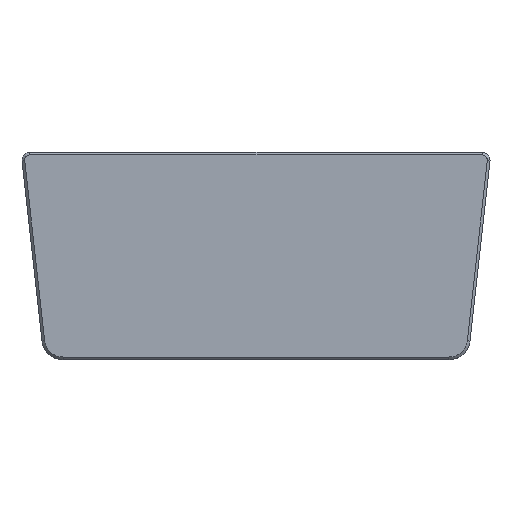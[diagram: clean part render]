
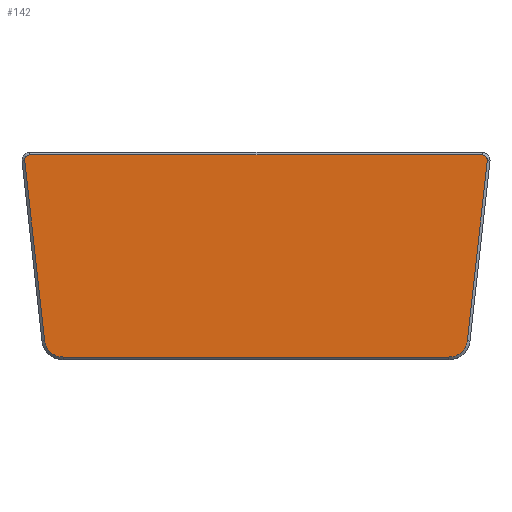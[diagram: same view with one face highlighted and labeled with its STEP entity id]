
A CAD part, top view. The second image highlights one B-rep face of the part: STEP entity #142.
In plain terms, the highlighted planar face has unit normal (0, 0, 1).
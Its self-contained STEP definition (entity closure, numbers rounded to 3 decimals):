
#7 = DIRECTION ( 'NONE',  ( 0.11, 0.994, 0. ) ) ;
#8 = AXIS2_PLACEMENT_3D ( 'NONE', #852, #137, #1178 ) ;
#14 = CIRCLE ( 'NONE', #512, 2. ) ;
#22 = CARTESIAN_POINT ( 'NONE',  ( 6.911, -233.003, 46. ) ) ;
#40 = AXIS2_PLACEMENT_3D ( 'NONE', #22, #1180, #1753 ) ;
#50 = LINE ( 'NONE', #1030, #1578 ) ;
#108 = AXIS2_PLACEMENT_3D ( 'NONE', #1354, #972, #790 ) ;
#125 = VERTEX_POINT ( 'NONE', #1317 ) ;
#137 = DIRECTION ( 'NONE',  ( 0., 0., 1. ) ) ;
#142 = ADVANCED_FACE ( 'NONE', ( #174 ), #579, .T. ) ;
#163 = VECTOR ( 'NONE', #1204, 1000. ) ;
#174 = FACE_OUTER_BOUND ( 'NONE', #872, .T. ) ;
#180 = ORIENTED_EDGE ( 'NONE', *, *, #1034, .T. ) ;
#185 = DIRECTION ( 'NONE',  ( -1., 0., 0. ) ) ;
#235 = DIRECTION ( 'NONE',  ( 0., 0., 1. ) ) ;
#244 = CARTESIAN_POINT ( 'NONE',  ( 176.789, -233.003, 46. ) ) ;
#251 = DIRECTION ( 'NONE',  ( 1., 0., 0. ) ) ;
#266 = DIRECTION ( 'NONE',  ( 1., 0., 0. ) ) ;
#276 = EDGE_CURVE ( 'NONE', #784, #959, #1221, .T. ) ;
#355 = CARTESIAN_POINT ( 'NONE',  ( 164.35, -300., 46. ) ) ;
#394 = CARTESIAN_POINT ( 'NONE',  ( 19.35, -300., 46. ) ) ;
#439 = CARTESIAN_POINT ( 'NONE',  ( 12.392, -300.769, 46. ) ) ;
#474 = EDGE_CURVE ( 'NONE', #1372, #910, #1676, .T. ) ;
#478 = VECTOR ( 'NONE', #266, 1000. ) ;
#495 = EDGE_CURVE ( 'NONE', #910, #125, #854, .T. ) ;
#500 = CARTESIAN_POINT ( 'NONE',  ( -20.616, -2.28, 46. ) ) ;
#512 = AXIS2_PLACEMENT_3D ( 'NONE', #244, #235, #1205 ) ;
#563 = CARTESIAN_POINT ( 'NONE',  ( 176.789, -231.003, 46. ) ) ;
#579 = PLANE ( 'NONE',  #8 ) ;
#643 = CARTESIAN_POINT ( 'NONE',  ( 178.777, -233.223, 46. ) ) ;
#653 = ORIENTED_EDGE ( 'NONE', *, *, #1640, .T. ) ;
#684 = AXIS2_PLACEMENT_3D ( 'NONE', #355, #928, #783 ) ;
#685 = CARTESIAN_POINT ( 'NONE',  ( 171.308, -300.769, 46. ) ) ;
#733 = LINE ( 'NONE', #1304, #1305 ) ;
#776 = EDGE_CURVE ( 'NONE', #1203, #1299, #888, .T. ) ;
#783 = DIRECTION ( 'NONE',  ( 1., 0., 0. ) ) ;
#784 = VERTEX_POINT ( 'NONE', #1616 ) ;
#790 = DIRECTION ( 'NONE',  ( 1., 0., 0. ) ) ;
#852 = CARTESIAN_POINT ( 'NONE',  ( 0., 0., 46. ) ) ;
#854 = CIRCLE ( 'NONE', #1517, 7. ) ;
#872 = EDGE_LOOP ( 'NONE', ( #936, #1146, #937, #180, #653, #1529, #1022, #1596, #1011 ) ) ;
#888 = CIRCLE ( 'NONE', #684, 7. ) ;
#910 = VERTEX_POINT ( 'NONE', #439 ) ;
#928 = DIRECTION ( 'NONE',  ( 0., 0., 1. ) ) ;
#929 = VERTEX_POINT ( 'NONE', #563 ) ;
#936 = ORIENTED_EDGE ( 'NONE', *, *, #495, .T. ) ;
#937 = ORIENTED_EDGE ( 'NONE', *, *, #776, .T. ) ;
#959 = VERTEX_POINT ( 'NONE', #1562 ) ;
#961 = DIRECTION ( 'NONE',  ( 0., 0., 1. ) ) ;
#972 = DIRECTION ( 'NONE',  ( 0., 0., 1. ) ) ;
#974 = LINE ( 'NONE', #1548, #478 ) ;
#1011 = ORIENTED_EDGE ( 'NONE', *, *, #474, .T. ) ;
#1022 = ORIENTED_EDGE ( 'NONE', *, *, #276, .T. ) ;
#1030 = CARTESIAN_POINT ( 'NONE',  ( 6.911, -231.003, 46. ) ) ;
#1034 = EDGE_CURVE ( 'NONE', #1299, #1665, #733, .T. ) ;
#1091 = EDGE_CURVE ( 'NONE', #929, #784, #50, .T. ) ;
#1136 = CARTESIAN_POINT ( 'NONE',  ( 4.923, -233.223, 46. ) ) ;
#1146 = ORIENTED_EDGE ( 'NONE', *, *, #1371, .T. ) ;
#1178 = DIRECTION ( 'NONE',  ( 1., 0., 0. ) ) ;
#1180 = DIRECTION ( 'NONE',  ( 0., 0., 1. ) ) ;
#1203 = VERTEX_POINT ( 'NONE', #1365 ) ;
#1204 = DIRECTION ( 'NONE',  ( 0.11, -0.994, 0. ) ) ;
#1205 = DIRECTION ( 'NONE',  ( 1., 0., 0. ) ) ;
#1221 = CIRCLE ( 'NONE', #108, 2. ) ;
#1299 = VERTEX_POINT ( 'NONE', #685 ) ;
#1304 = CARTESIAN_POINT ( 'NONE',  ( 178.777, -233.223, 46. ) ) ;
#1305 = VECTOR ( 'NONE', #7, 1000. ) ;
#1317 = CARTESIAN_POINT ( 'NONE',  ( 19.35, -307., 46. ) ) ;
#1354 = CARTESIAN_POINT ( 'NONE',  ( 6.911, -233.003, 46. ) ) ;
#1365 = CARTESIAN_POINT ( 'NONE',  ( 164.35, -307., 46. ) ) ;
#1371 = EDGE_CURVE ( 'NONE', #125, #1203, #974, .T. ) ;
#1372 = VERTEX_POINT ( 'NONE', #1136 ) ;
#1406 = CIRCLE ( 'NONE', #40, 2. ) ;
#1503 = EDGE_CURVE ( 'NONE', #959, #1372, #1406, .T. ) ;
#1517 = AXIS2_PLACEMENT_3D ( 'NONE', #394, #961, #251 ) ;
#1529 = ORIENTED_EDGE ( 'NONE', *, *, #1091, .T. ) ;
#1548 = CARTESIAN_POINT ( 'NONE',  ( 164.35, -307., 46. ) ) ;
#1562 = CARTESIAN_POINT ( 'NONE',  ( 4.911, -233.003, 46. ) ) ;
#1578 = VECTOR ( 'NONE', #185, 1000. ) ;
#1596 = ORIENTED_EDGE ( 'NONE', *, *, #1503, .T. ) ;
#1616 = CARTESIAN_POINT ( 'NONE',  ( 6.911, -231.003, 46. ) ) ;
#1640 = EDGE_CURVE ( 'NONE', #1665, #929, #14, .T. ) ;
#1665 = VERTEX_POINT ( 'NONE', #643 ) ;
#1676 = LINE ( 'NONE', #500, #163 ) ;
#1753 = DIRECTION ( 'NONE',  ( 1., 0., 0. ) ) ;
